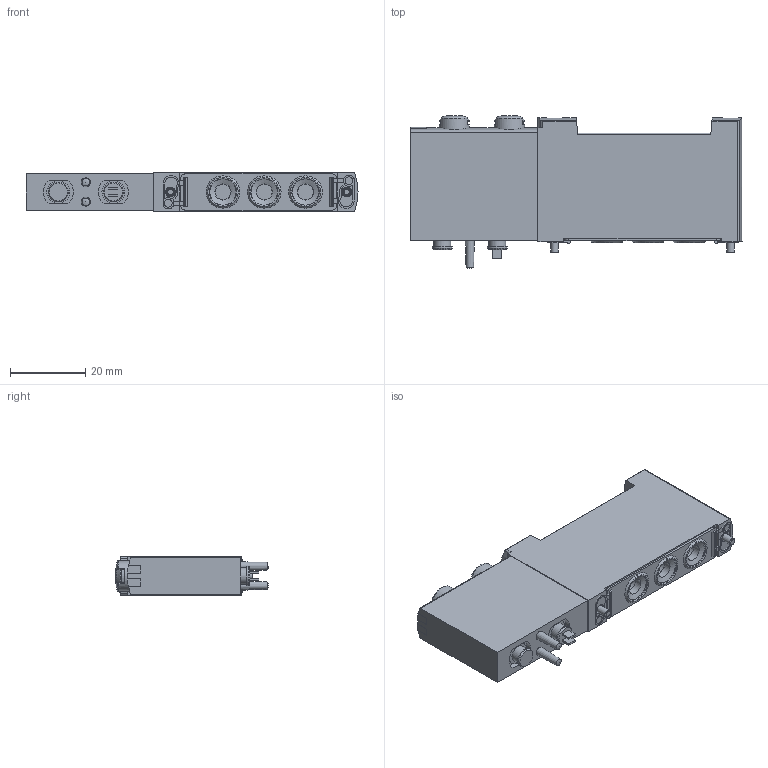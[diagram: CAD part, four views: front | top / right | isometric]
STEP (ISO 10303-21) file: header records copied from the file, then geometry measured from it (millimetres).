
FILE_DESCRIPTION(/* description */ ('STEP AP214'),/* implementation_level */ '2;1');
FILE_NAME(/* name */ '573404_VUVG-S10-M52-RZT-M7-1T1L',/* time_stamp */ '2024-09-17T17:19:16+02:00',/* author */ ('License CC BY-ND 4.0'),/* organization */ ('CADENAS'),/* preprocessor_version */ 'ST-DEVELOPER v19.3',/* originating_system */ 'PARTsolutions',/* authorisation */ ' ');
FILE_SCHEMA (('AUTOMOTIVE_DESIGN {1 0 10303 214 3 1 1}'));
Length unit declared in the file: millimetre
Products named in the file (4): 573404 VUVG-S10-M52-RZT-M7-1T1L; 575203 VUVG-S-10-M52-RZT-M7--1T1--L-----(G); 8086666 M2X34-10.9-Z; 1410018 VUVG-S10-...-T1---(DR)
Assembly tree (4 placements, depth 2):
  573404 VUVG-S10-M52-RZT-M7-1T1L
    575203 VUVG-S-10-M52-RZT-M7--1T1--L-----(G)
    8086666 M2X34-10.9-Z  x2
    1410018 VUVG-S10-...-T1---(DR)
Bounding box: 88.5 x 40.62 x 10.25 mm (x, y, z)
Volume: 26070.6 mm3; surface area: 10949.1 mm2
Topology: 4 solids, 4 shells, 466 faces, 1166 edges, 744 vertices
Faces by surface type: plane 280, cylinder 118, cone 42, torus 18, sphere 8
Full cylindrical faces by diameter (mm): 1.69 x2, 2 x2, 2.65 x2, 3.9 x2, 4.2 x3, 4.3 x3, 4.5 x2, 5.3 x2, 5.5 x1, 5.917 x2, 6 x3, 6.1 x2, 8.1 x2
Entity records: 13015 total; most frequent: DIRECTION 2293, CARTESIAN_POINT 2278, ORIENTED_EDGE 2094, EDGE_CURVE 1047, AXIS2_PLACEMENT_3D 818, VERTEX_POINT 697, LINE 657, VECTOR 657
